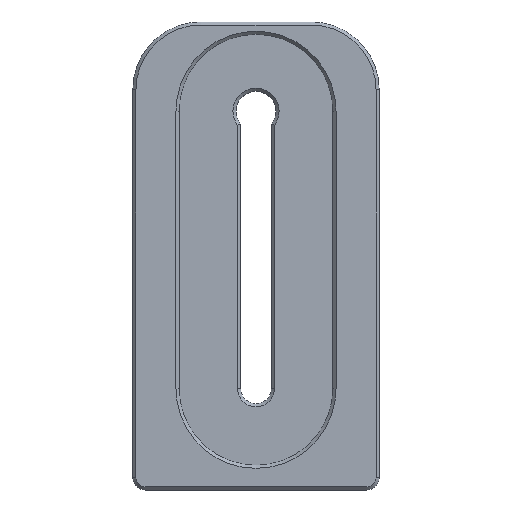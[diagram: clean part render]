
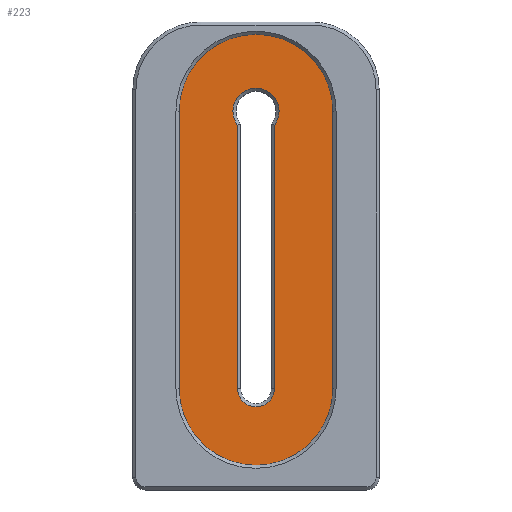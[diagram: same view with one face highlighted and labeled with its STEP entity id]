
A CAD part, top view. The second image highlights one B-rep face of the part: STEP entity #223.
In plain terms, the highlighted planar face has unit normal (0, 0, 1).
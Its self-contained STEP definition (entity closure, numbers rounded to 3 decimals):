
#21 = ORIENTED_EDGE ( 'NONE', *, *, #697, .T. ) ;
#76 = ORIENTED_EDGE ( 'NONE', *, *, #920, .T. ) ;
#84 = LINE ( 'NONE', #1072, #2193 ) ;
#99 = EDGE_CURVE ( 'NONE', #735, #772, #852, .T. ) ;
#103 = VERTEX_POINT ( 'NONE', #2070 ) ;
#110 = PLANE ( 'NONE',  #1554 ) ;
#136 = VERTEX_POINT ( 'NONE', #741 ) ;
#142 = CARTESIAN_POINT ( 'NONE',  ( 3., 21.25, 6. ) ) ;
#163 = EDGE_CURVE ( 'NONE', #136, #2512, #2160, .T. ) ;
#181 = AXIS2_PLACEMENT_3D ( 'NONE', #1197, #1998, #1597 ) ;
#223 = ADVANCED_FACE ( 'NONE', ( #1741, #1905 ), #110, .T. ) ;
#293 = DIRECTION ( 'NONE',  ( 1., 0., 0. ) ) ;
#337 = LINE ( 'NONE', #1535, #2144 ) ;
#424 = AXIS2_PLACEMENT_3D ( 'NONE', #1855, #1476, #476 ) ;
#437 = CARTESIAN_POINT ( 'NONE',  ( -3.75, 23.5, 6. ) ) ;
#476 = DIRECTION ( 'NONE',  ( 1., 0., 0. ) ) ;
#478 = CARTESIAN_POINT ( 'NONE',  ( -3., 21.25, 6. ) ) ;
#522 = CARTESIAN_POINT ( 'NONE',  ( 12.5, -21.5, 6. ) ) ;
#559 = DIRECTION ( 'NONE',  ( 0., 1., 0. ) ) ;
#576 = ORIENTED_EDGE ( 'NONE', *, *, #2091, .T. ) ;
#599 = EDGE_CURVE ( 'NONE', #1696, #103, #2558, .T. ) ;
#602 = EDGE_LOOP ( 'NONE', ( #21, #2428, #576, #2484, #2254, #1245 ) ) ;
#625 = CIRCLE ( 'NONE', #2356, 12.5 ) ;
#697 = EDGE_CURVE ( 'NONE', #2384, #1506, #1604, .T. ) ;
#735 = VERTEX_POINT ( 'NONE', #1167 ) ;
#741 = CARTESIAN_POINT ( 'NONE',  ( 12.5, -21.5, 6. ) ) ;
#762 = CARTESIAN_POINT ( 'NONE',  ( 0., 23.5, 6. ) ) ;
#772 = VERTEX_POINT ( 'NONE', #2578 ) ;
#820 = ORIENTED_EDGE ( 'NONE', *, *, #1015, .T. ) ;
#852 = LINE ( 'NONE', #1634, #2009 ) ;
#908 = DIRECTION ( 'NONE',  ( 0., 0., 1. ) ) ;
#920 = EDGE_CURVE ( 'NONE', #772, #136, #2139, .T. ) ;
#933 = ORIENTED_EDGE ( 'NONE', *, *, #99, .T. ) ;
#937 = CIRCLE ( 'NONE', #2405, 3.75 ) ;
#1015 = EDGE_CURVE ( 'NONE', #2512, #735, #625, .T. ) ;
#1068 = EDGE_CURVE ( 'NONE', #103, #2031, #1808, .T. ) ;
#1072 = CARTESIAN_POINT ( 'NONE',  ( -3., 21.423, 6. ) ) ;
#1096 = CARTESIAN_POINT ( 'NONE',  ( 0., 23.5, 6. ) ) ;
#1167 = CARTESIAN_POINT ( 'NONE',  ( -12.5, 23.5, 6. ) ) ;
#1197 = CARTESIAN_POINT ( 'NONE',  ( 0., -21.5, 6. ) ) ;
#1226 = CARTESIAN_POINT ( 'NONE',  ( 12.5, 23.5, 6. ) ) ;
#1245 = ORIENTED_EDGE ( 'NONE', *, *, #1505, .T. ) ;
#1281 = CARTESIAN_POINT ( 'NONE',  ( 0., 23.5, 6. ) ) ;
#1386 = CARTESIAN_POINT ( 'NONE',  ( 3., -21.5, 6. ) ) ;
#1455 = ORIENTED_EDGE ( 'NONE', *, *, #163, .T. ) ;
#1476 = DIRECTION ( 'NONE',  ( 0., 0., 1. ) ) ;
#1498 = DIRECTION ( 'NONE',  ( 1., 0., 0. ) ) ;
#1505 = EDGE_CURVE ( 'NONE', #2031, #2384, #337, .T. ) ;
#1506 = VERTEX_POINT ( 'NONE', #1544 ) ;
#1511 = DIRECTION ( 'NONE',  ( 1., 0., 0. ) ) ;
#1535 = CARTESIAN_POINT ( 'NONE',  ( 3., -21.5, 6. ) ) ;
#1544 = CARTESIAN_POINT ( 'NONE',  ( -3., -21.5, 6. ) ) ;
#1554 = AXIS2_PLACEMENT_3D ( 'NONE', #2543, #908, #1511 ) ;
#1597 = DIRECTION ( 'NONE',  ( 1., 0., 0. ) ) ;
#1604 = CIRCLE ( 'NONE', #181, 3. ) ;
#1634 = CARTESIAN_POINT ( 'NONE',  ( -12.5, -21.5, 6. ) ) ;
#1696 = VERTEX_POINT ( 'NONE', #437 ) ;
#1712 = DIRECTION ( 'NONE',  ( 0., 1., 0. ) ) ;
#1715 = DIRECTION ( 'NONE',  ( 0., 0., 1. ) ) ;
#1741 = FACE_BOUND ( 'NONE', #602, .T. ) ;
#1759 = VECTOR ( 'NONE', #559, 1000. ) ;
#1783 = EDGE_LOOP ( 'NONE', ( #76, #1455, #820, #933 ) ) ;
#1808 = CIRCLE ( 'NONE', #2480, 3.75 ) ;
#1847 = AXIS2_PLACEMENT_3D ( 'NONE', #1096, #2117, #2292 ) ;
#1855 = CARTESIAN_POINT ( 'NONE',  ( 0., -21.5, 6. ) ) ;
#1878 = VERTEX_POINT ( 'NONE', #478 ) ;
#1905 = FACE_OUTER_BOUND ( 'NONE', #1783, .T. ) ;
#1952 = DIRECTION ( 'NONE',  ( 0., -1., 0. ) ) ;
#1998 = DIRECTION ( 'NONE',  ( 0., 0., -1. ) ) ;
#2009 = VECTOR ( 'NONE', #2241, 1000. ) ;
#2031 = VERTEX_POINT ( 'NONE', #142 ) ;
#2070 = CARTESIAN_POINT ( 'NONE',  ( 3.75, 23.5, 6. ) ) ;
#2091 = EDGE_CURVE ( 'NONE', #1878, #1696, #937, .T. ) ;
#2117 = DIRECTION ( 'NONE',  ( 0., 0., -1. ) ) ;
#2139 = CIRCLE ( 'NONE', #424, 12.5 ) ;
#2144 = VECTOR ( 'NONE', #1952, 1000. ) ;
#2160 = LINE ( 'NONE', #522, #1759 ) ;
#2193 = VECTOR ( 'NONE', #1712, 1000. ) ;
#2241 = DIRECTION ( 'NONE',  ( 0., -1., 0. ) ) ;
#2254 = ORIENTED_EDGE ( 'NONE', *, *, #1068, .T. ) ;
#2283 = CARTESIAN_POINT ( 'NONE',  ( 0., 23.5, 6. ) ) ;
#2292 = DIRECTION ( 'NONE',  ( 1., 0., 0. ) ) ;
#2356 = AXIS2_PLACEMENT_3D ( 'NONE', #2283, #1715, #1498 ) ;
#2370 = DIRECTION ( 'NONE',  ( 0., 0., -1. ) ) ;
#2384 = VERTEX_POINT ( 'NONE', #1386 ) ;
#2405 = AXIS2_PLACEMENT_3D ( 'NONE', #762, #2370, #2575 ) ;
#2428 = ORIENTED_EDGE ( 'NONE', *, *, #2576, .T. ) ;
#2480 = AXIS2_PLACEMENT_3D ( 'NONE', #1281, #2517, #293 ) ;
#2484 = ORIENTED_EDGE ( 'NONE', *, *, #599, .T. ) ;
#2512 = VERTEX_POINT ( 'NONE', #1226 ) ;
#2517 = DIRECTION ( 'NONE',  ( 0., 0., -1. ) ) ;
#2543 = CARTESIAN_POINT ( 'NONE',  ( 0., -21.5, 6. ) ) ;
#2558 = CIRCLE ( 'NONE', #1847, 3.75 ) ;
#2575 = DIRECTION ( 'NONE',  ( 1., 0., 0. ) ) ;
#2576 = EDGE_CURVE ( 'NONE', #1506, #1878, #84, .T. ) ;
#2578 = CARTESIAN_POINT ( 'NONE',  ( -12.5, -21.5, 6. ) ) ;
